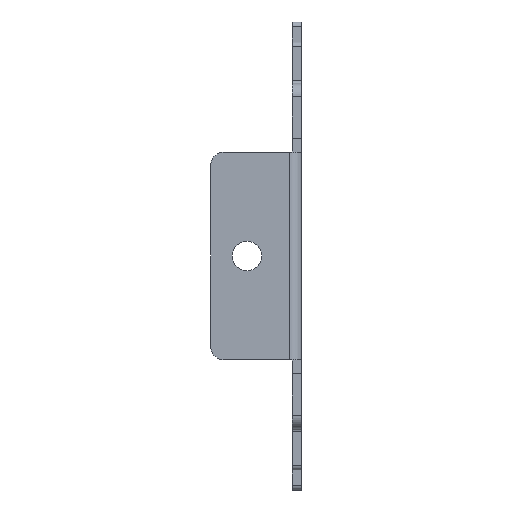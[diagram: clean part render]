
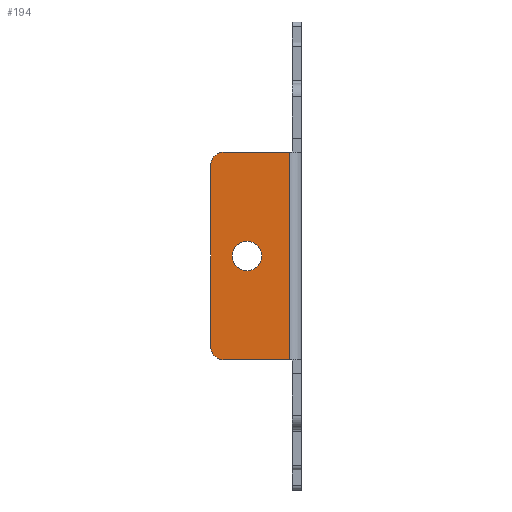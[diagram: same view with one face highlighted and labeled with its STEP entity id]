
A CAD part, left-side view. The second image highlights one B-rep face of the part: STEP entity #194.
In plain terms, the highlighted planar face has unit normal (-1, 0, 0).
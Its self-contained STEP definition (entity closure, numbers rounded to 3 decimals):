
#10 = CARTESIAN_POINT ( 'NONE',  ( -32., 12., -3.25 ) ) ;
#23 = ORIENTED_EDGE ( 'NONE', *, *, #1532, .T. ) ;
#42 = DIRECTION ( 'NONE',  ( 0., 0., -1. ) ) ;
#82 = CARTESIAN_POINT ( 'NONE',  ( -32., 17., 23. ) ) ;
#86 = AXIS2_PLACEMENT_3D ( 'NONE', #303, #1848, #515 ) ;
#102 = DIRECTION ( 'NONE',  ( 0., 1., 0. ) ) ;
#109 = AXIS2_PLACEMENT_3D ( 'NONE', #337, #343, #312 ) ;
#131 = CARTESIAN_POINT ( 'NONE',  ( -32., 12., 0. ) ) ;
#142 = AXIS2_PLACEMENT_3D ( 'NONE', #131, #1645, #1629 ) ;
#194 = ADVANCED_FACE ( 'NONE', ( #1681, #1667 ), #609, .F. ) ;
#301 = AXIS2_PLACEMENT_3D ( 'NONE', #1065, #1410, #42 ) ;
#303 = CARTESIAN_POINT ( 'NONE',  ( -32., 17., 20. ) ) ;
#312 = DIRECTION ( 'NONE',  ( 0., 0., 1. ) ) ;
#337 = CARTESIAN_POINT ( 'NONE',  ( -32., 12., 0. ) ) ;
#343 = DIRECTION ( 'NONE',  ( -1., 0., 0. ) ) ;
#383 = ORIENTED_EDGE ( 'NONE', *, *, #1656, .T. ) ;
#403 = VERTEX_POINT ( 'NONE', #10 ) ;
#464 = DIRECTION ( 'NONE',  ( 0., 0., -1. ) ) ;
#488 = VERTEX_POINT ( 'NONE', #82 ) ;
#515 = DIRECTION ( 'NONE',  ( 0., 0., -1. ) ) ;
#609 = PLANE ( 'NONE',  #640 ) ;
#639 = CIRCLE ( 'NONE', #109, 3.25 ) ;
#640 = AXIS2_PLACEMENT_3D ( 'NONE', #1014, #1003, #464 ) ;
#806 = VECTOR ( 'NONE', #2008, 1000. ) ;
#809 = LINE ( 'NONE', #2014, #806 ) ;
#814 = CARTESIAN_POINT ( 'NONE',  ( -32., 2., 23. ) ) ;
#835 = CARTESIAN_POINT ( 'NONE',  ( -32., 2.6, -23. ) ) ;
#893 = CIRCLE ( 'NONE', #86, 3. ) ;
#914 = VERTEX_POINT ( 'NONE', #1597 ) ;
#999 = VECTOR ( 'NONE', #1278, 1000. ) ;
#1003 = DIRECTION ( 'NONE',  ( 1., 0., 0. ) ) ;
#1014 = CARTESIAN_POINT ( 'NONE',  ( -32., 2., -35.25 ) ) ;
#1020 = LINE ( 'NONE', #814, #999 ) ;
#1057 = CIRCLE ( 'NONE', #142, 3.25 ) ;
#1065 = CARTESIAN_POINT ( 'NONE',  ( -32., 17., -20. ) ) ;
#1066 = EDGE_CURVE ( 'NONE', #1729, #1943, #1315, .T. ) ;
#1074 = ORIENTED_EDGE ( 'NONE', *, *, #1202, .T. ) ;
#1159 = EDGE_CURVE ( 'NONE', #2000, #1943, #1267, .T. ) ;
#1161 = EDGE_LOOP ( 'NONE', ( #2124, #1980 ) ) ;
#1173 = CARTESIAN_POINT ( 'NONE',  ( -32., 17., -23. ) ) ;
#1202 = EDGE_CURVE ( 'NONE', #2000, #2222, #1214, .T. ) ;
#1212 = VECTOR ( 'NONE', #2179, 1000. ) ;
#1214 = LINE ( 'NONE', #2005, #1212 ) ;
#1237 = VECTOR ( 'NONE', #102, 1000. ) ;
#1267 = LINE ( 'NONE', #1999, #1237 ) ;
#1278 = DIRECTION ( 'NONE',  ( 0., 1., 0. ) ) ;
#1315 = CIRCLE ( 'NONE', #301, 3. ) ;
#1330 = CARTESIAN_POINT ( 'NONE',  ( -32., 20., 20. ) ) ;
#1400 = VERTEX_POINT ( 'NONE', #1330 ) ;
#1410 = DIRECTION ( 'NONE',  ( -1., 0., 0. ) ) ;
#1466 = EDGE_CURVE ( 'NONE', #403, #914, #1057, .T. ) ;
#1532 = EDGE_CURVE ( 'NONE', #2222, #488, #1020, .T. ) ;
#1597 = CARTESIAN_POINT ( 'NONE',  ( -32., 12., 3.25 ) ) ;
#1629 = DIRECTION ( 'NONE',  ( 0., 0., 1. ) ) ;
#1645 = DIRECTION ( 'NONE',  ( -1., 0., 0. ) ) ;
#1656 = EDGE_CURVE ( 'NONE', #488, #1400, #893, .T. ) ;
#1667 = FACE_BOUND ( 'NONE', #1161, .T. ) ;
#1681 = FACE_OUTER_BOUND ( 'NONE', #1714, .T. ) ;
#1714 = EDGE_LOOP ( 'NONE', ( #1747, #1074, #23, #383, #2215, #2032 ) ) ;
#1729 = VERTEX_POINT ( 'NONE', #2167 ) ;
#1747 = ORIENTED_EDGE ( 'NONE', *, *, #1159, .F. ) ;
#1789 = EDGE_CURVE ( 'NONE', #1400, #1729, #809, .T. ) ;
#1848 = DIRECTION ( 'NONE',  ( -1., 0., 0. ) ) ;
#1943 = VERTEX_POINT ( 'NONE', #1173 ) ;
#1980 = ORIENTED_EDGE ( 'NONE', *, *, #1466, .F. ) ;
#1999 = CARTESIAN_POINT ( 'NONE',  ( -32., 0., -23. ) ) ;
#2000 = VERTEX_POINT ( 'NONE', #835 ) ;
#2005 = CARTESIAN_POINT ( 'NONE',  ( -32., 2.6, -23. ) ) ;
#2008 = DIRECTION ( 'NONE',  ( 0., 0., -1. ) ) ;
#2014 = CARTESIAN_POINT ( 'NONE',  ( -32., 20., -20. ) ) ;
#2032 = ORIENTED_EDGE ( 'NONE', *, *, #1066, .T. ) ;
#2055 = EDGE_CURVE ( 'NONE', #914, #403, #639, .T. ) ;
#2124 = ORIENTED_EDGE ( 'NONE', *, *, #2055, .F. ) ;
#2130 = CARTESIAN_POINT ( 'NONE',  ( -32., 2.6, 23. ) ) ;
#2167 = CARTESIAN_POINT ( 'NONE',  ( -32., 20., -20. ) ) ;
#2179 = DIRECTION ( 'NONE',  ( 0., 0., 1. ) ) ;
#2215 = ORIENTED_EDGE ( 'NONE', *, *, #1789, .T. ) ;
#2222 = VERTEX_POINT ( 'NONE', #2130 ) ;
